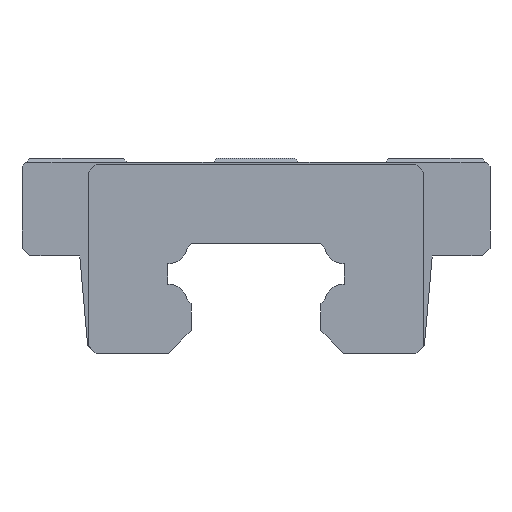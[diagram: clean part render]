
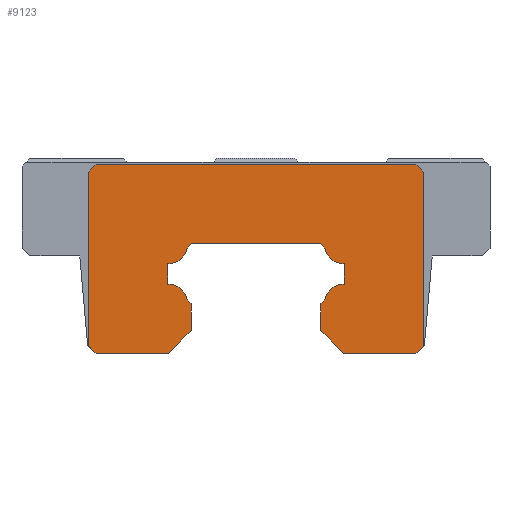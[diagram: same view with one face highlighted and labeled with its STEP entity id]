
A CAD part, front view. The second image highlights one B-rep face of the part: STEP entity #9123.
In plain terms, the highlighted planar face has unit normal (0, -1, 0).
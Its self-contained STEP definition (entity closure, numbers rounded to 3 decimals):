
#35=CIRCLE('',#9444,4.967);
#36=CIRCLE('',#9445,4.967);
#37=CIRCLE('',#9446,4.967);
#38=CIRCLE('',#9447,4.967);
#1081=FACE_OUTER_BOUND('',#1611,.T.);
#1611=EDGE_LOOP('',(#8124,#8125,#8126,#8127,#8128,#8129,#8130,#8131,#8132,
#8133,#8134,#8135,#8136,#8137,#8138,#8139,#8140,#8141,#8142,#8143,#8144,
#8145,#8146,#8147));
#2472=LINE('',#15848,#3406);
#2480=LINE('',#15871,#3414);
#2524=LINE('',#15965,#3458);
#2526=LINE('',#15969,#3460);
#2529=LINE('',#15975,#3463);
#2530=LINE('',#15977,#3464);
#2531=LINE('',#15979,#3465);
#2532=LINE('',#15983,#3466);
#2533=LINE('',#15987,#3467);
#2534=LINE('',#15989,#3468);
#2535=LINE('',#15991,#3469);
#2536=LINE('',#15995,#3470);
#2537=LINE('',#15999,#3471);
#2538=LINE('',#16001,#3472);
#2539=LINE('',#16003,#3473);
#2540=LINE('',#16005,#3474);
#2541=LINE('',#16007,#3475);
#2542=LINE('',#16009,#3476);
#2543=LINE('',#16010,#3477);
#2544=LINE('',#16011,#3478);
#3406=VECTOR('',#10772,10.);
#3414=VECTOR('',#10794,10.);
#3458=VECTOR('',#10856,10.);
#3460=VECTOR('',#10860,10.);
#3463=VECTOR('',#10865,10.);
#3464=VECTOR('',#10866,10.);
#3465=VECTOR('',#10867,10.);
#3466=VECTOR('',#10870,10.);
#3467=VECTOR('',#10873,10.);
#3468=VECTOR('',#10874,10.);
#3469=VECTOR('',#10875,10.);
#3470=VECTOR('',#10878,10.);
#3471=VECTOR('',#10881,10.);
#3472=VECTOR('',#10882,10.);
#3473=VECTOR('',#10883,10.);
#3474=VECTOR('',#10884,10.);
#3475=VECTOR('',#10885,10.);
#3476=VECTOR('',#10886,10.);
#3477=VECTOR('',#10887,10.);
#3478=VECTOR('',#10888,10.);
#4324=VERTEX_POINT('',#15842);
#4326=VERTEX_POINT('',#15846);
#4333=VERTEX_POINT('',#15868);
#4334=VERTEX_POINT('',#15870);
#4375=VERTEX_POINT('',#15964);
#4376=VERTEX_POINT('',#15968);
#4378=VERTEX_POINT('',#15974);
#4379=VERTEX_POINT('',#15976);
#4380=VERTEX_POINT('',#15978);
#4381=VERTEX_POINT('',#15980);
#4382=VERTEX_POINT('',#15982);
#4383=VERTEX_POINT('',#15984);
#4384=VERTEX_POINT('',#15986);
#4385=VERTEX_POINT('',#15988);
#4386=VERTEX_POINT('',#15990);
#4387=VERTEX_POINT('',#15992);
#4388=VERTEX_POINT('',#15994);
#4389=VERTEX_POINT('',#15996);
#4390=VERTEX_POINT('',#15998);
#4391=VERTEX_POINT('',#16000);
#4392=VERTEX_POINT('',#16002);
#4393=VERTEX_POINT('',#16004);
#4394=VERTEX_POINT('',#16006);
#4395=VERTEX_POINT('',#16008);
#5590=EDGE_CURVE('',#4324,#4326,#2472,.T.);
#5598=EDGE_CURVE('',#4334,#4333,#2480,.T.);
#5646=EDGE_CURVE('',#4334,#4375,#2524,.T.);
#5648=EDGE_CURVE('',#4376,#4375,#2526,.T.);
#5651=EDGE_CURVE('',#4333,#4378,#2529,.T.);
#5652=EDGE_CURVE('',#4378,#4379,#2530,.T.);
#5653=EDGE_CURVE('',#4379,#4380,#2531,.T.);
#5654=EDGE_CURVE('',#4380,#4381,#35,.T.);
#5655=EDGE_CURVE('',#4381,#4382,#2532,.T.);
#5656=EDGE_CURVE('',#4382,#4383,#36,.T.);
#5657=EDGE_CURVE('',#4383,#4384,#2533,.T.);
#5658=EDGE_CURVE('',#4384,#4385,#2534,.T.);
#5659=EDGE_CURVE('',#4385,#4386,#2535,.T.);
#5660=EDGE_CURVE('',#4386,#4387,#37,.T.);
#5661=EDGE_CURVE('',#4387,#4388,#2536,.T.);
#5662=EDGE_CURVE('',#4388,#4389,#38,.T.);
#5663=EDGE_CURVE('',#4389,#4390,#2537,.T.);
#5664=EDGE_CURVE('',#4390,#4391,#2538,.T.);
#5665=EDGE_CURVE('',#4391,#4392,#2539,.T.);
#5666=EDGE_CURVE('',#4392,#4393,#2540,.T.);
#5667=EDGE_CURVE('',#4394,#4393,#2541,.T.);
#5668=EDGE_CURVE('',#4394,#4395,#2542,.T.);
#5669=EDGE_CURVE('',#4324,#4395,#2543,.T.);
#5670=EDGE_CURVE('',#4376,#4326,#2544,.T.);
#8124=ORIENTED_EDGE('',*,*,#5646,.F.);
#8125=ORIENTED_EDGE('',*,*,#5598,.T.);
#8126=ORIENTED_EDGE('',*,*,#5651,.T.);
#8127=ORIENTED_EDGE('',*,*,#5652,.T.);
#8128=ORIENTED_EDGE('',*,*,#5653,.T.);
#8129=ORIENTED_EDGE('',*,*,#5654,.T.);
#8130=ORIENTED_EDGE('',*,*,#5655,.T.);
#8131=ORIENTED_EDGE('',*,*,#5656,.T.);
#8132=ORIENTED_EDGE('',*,*,#5657,.T.);
#8133=ORIENTED_EDGE('',*,*,#5658,.T.);
#8134=ORIENTED_EDGE('',*,*,#5659,.T.);
#8135=ORIENTED_EDGE('',*,*,#5660,.T.);
#8136=ORIENTED_EDGE('',*,*,#5661,.T.);
#8137=ORIENTED_EDGE('',*,*,#5662,.T.);
#8138=ORIENTED_EDGE('',*,*,#5663,.T.);
#8139=ORIENTED_EDGE('',*,*,#5664,.T.);
#8140=ORIENTED_EDGE('',*,*,#5665,.T.);
#8141=ORIENTED_EDGE('',*,*,#5666,.T.);
#8142=ORIENTED_EDGE('',*,*,#5667,.F.);
#8143=ORIENTED_EDGE('',*,*,#5668,.T.);
#8144=ORIENTED_EDGE('',*,*,#5669,.F.);
#8145=ORIENTED_EDGE('',*,*,#5590,.T.);
#8146=ORIENTED_EDGE('',*,*,#5670,.F.);
#8147=ORIENTED_EDGE('',*,*,#5648,.T.);
#8647=PLANE('',#9443);
#9123=ADVANCED_FACE('',(#1081),#8647,.T.);
#9443=AXIS2_PLACEMENT_3D('',#15973,#10863,#10864);
#9444=AXIS2_PLACEMENT_3D('',#15981,#10868,#10869);
#9445=AXIS2_PLACEMENT_3D('',#15985,#10871,#10872);
#9446=AXIS2_PLACEMENT_3D('',#15993,#10876,#10877);
#9447=AXIS2_PLACEMENT_3D('',#15997,#10879,#10880);
#10772=DIRECTION('',(-1.,0.,0.));
#10794=DIRECTION('',(1.,0.,0.));
#10856=DIRECTION('',(-0.707,0.,0.707));
#10860=DIRECTION('',(0.,0.,-1.));
#10863=DIRECTION('center_axis',(0.,-1.,0.));
#10864=DIRECTION('ref_axis',(0.,0.,-1.));
#10865=DIRECTION('',(0.707,0.,0.707));
#10866=DIRECTION('',(0.,0.,1.));
#10867=DIRECTION('',(-0.707,0.,0.707));
#10868=DIRECTION('center_axis',(0.,-1.,0.));
#10869=DIRECTION('ref_axis',(0.982,0.,0.191));
#10870=DIRECTION('',(0.,0.,1.));
#10871=DIRECTION('center_axis',(0.,-1.,0.));
#10872=DIRECTION('ref_axis',(-0.02,0.,-1.));
#10873=DIRECTION('',(0.707,0.,0.707));
#10874=DIRECTION('',(1.,0.,0.));
#10875=DIRECTION('',(0.707,0.,-0.707));
#10876=DIRECTION('center_axis',(0.,-1.,0.));
#10877=DIRECTION('ref_axis',(-0.982,0.,-0.191));
#10878=DIRECTION('',(0.,0.,-1.));
#10879=DIRECTION('center_axis',(0.,-1.,0.));
#10880=DIRECTION('ref_axis',(0.02,0.,1.));
#10881=DIRECTION('',(-0.707,0.,-0.707));
#10882=DIRECTION('',(0.,0.,-1.));
#10883=DIRECTION('',(0.707,0.,-0.707));
#10884=DIRECTION('',(1.,0.,0.));
#10885=DIRECTION('',(-0.737,0.,-0.676));
#10886=DIRECTION('',(0.,0.,1.));
#10887=DIRECTION('',(0.707,0.,-0.707));
#10888=DIRECTION('',(0.707,0.,0.707));
#15842=CARTESIAN_POINT('',(41.,-69.5,58.5));
#15846=CARTESIAN_POINT('',(-41.,-69.5,58.5));
#15848=CARTESIAN_POINT('',(43.,-69.5,58.5));
#15868=CARTESIAN_POINT('',(-22.508,-69.5,10.));
#15870=CARTESIAN_POINT('',(-41.,-69.5,10.));
#15871=CARTESIAN_POINT('',(-43.,-69.5,10.));
#15964=CARTESIAN_POINT('',(-43.,-69.5,12.));
#15965=CARTESIAN_POINT('',(-37.711,-69.5,6.711));
#15968=CARTESIAN_POINT('',(-43.,-69.5,56.5));
#15969=CARTESIAN_POINT('',(-43.,-69.5,60.));
#15973=CARTESIAN_POINT('Origin',(0.,-69.5,35.845));
#15974=CARTESIAN_POINT('',(-16.633,-69.5,15.875));
#15975=CARTESIAN_POINT('',(-22.508,-69.5,10.));
#15976=CARTESIAN_POINT('',(-16.633,-69.5,22.759));
#15977=CARTESIAN_POINT('',(-16.633,-69.5,15.875));
#15978=CARTESIAN_POINT('',(-17.625,-69.5,23.751));
#15979=CARTESIAN_POINT('',(-16.633,-69.5,22.759));
#15980=CARTESIAN_POINT('',(-22.6,-69.5,27.766));
#15981=CARTESIAN_POINT('Origin',(-22.5,-69.5,22.8));
#15982=CARTESIAN_POINT('',(-22.6,-69.5,33.034));
#15983=CARTESIAN_POINT('',(-22.6,-69.5,27.766));
#15984=CARTESIAN_POINT('',(-17.625,-69.5,37.049));
#15985=CARTESIAN_POINT('Origin',(-22.5,-69.5,38.));
#15986=CARTESIAN_POINT('',(-16.574,-69.5,38.1));
#15987=CARTESIAN_POINT('',(-17.625,-69.5,37.049));
#15988=CARTESIAN_POINT('',(16.574,-69.5,38.1));
#15989=CARTESIAN_POINT('',(-16.574,-69.5,38.1));
#15990=CARTESIAN_POINT('',(17.625,-69.5,37.049));
#15991=CARTESIAN_POINT('',(16.574,-69.5,38.1));
#15992=CARTESIAN_POINT('',(22.6,-69.5,33.034));
#15993=CARTESIAN_POINT('Origin',(22.5,-69.5,38.));
#15994=CARTESIAN_POINT('',(22.6,-69.5,27.766));
#15995=CARTESIAN_POINT('',(22.6,-69.5,33.034));
#15996=CARTESIAN_POINT('',(17.625,-69.5,23.751));
#15997=CARTESIAN_POINT('Origin',(22.5,-69.5,22.8));
#15998=CARTESIAN_POINT('',(16.633,-69.5,22.759));
#15999=CARTESIAN_POINT('',(17.625,-69.5,23.751));
#16000=CARTESIAN_POINT('',(16.633,-69.5,15.875));
#16001=CARTESIAN_POINT('',(16.633,-69.5,22.759));
#16002=CARTESIAN_POINT('',(22.508,-69.5,10.));
#16003=CARTESIAN_POINT('',(16.633,-69.5,15.875));
#16004=CARTESIAN_POINT('',(41.,-69.5,10.));
#16005=CARTESIAN_POINT('',(22.508,-69.5,10.));
#16006=CARTESIAN_POINT('',(43.,-69.5,11.833));
#16007=CARTESIAN_POINT('',(36.837,-69.5,6.185));
#16008=CARTESIAN_POINT('',(43.,-69.5,56.5));
#16009=CARTESIAN_POINT('',(43.,-69.5,10.));
#16010=CARTESIAN_POINT('',(36.914,-69.5,62.586));
#16011=CARTESIAN_POINT('',(-36.914,-69.5,62.586));
